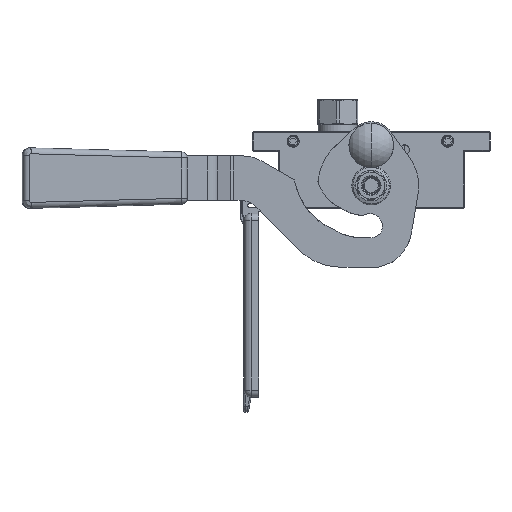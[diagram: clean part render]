
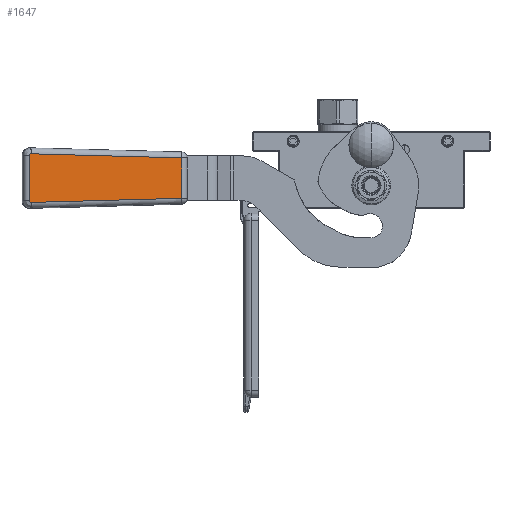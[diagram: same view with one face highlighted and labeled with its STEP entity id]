
A CAD part, front view. The second image highlights one B-rep face of the part: STEP entity #1647.
In plain terms, the highlighted face is planar.
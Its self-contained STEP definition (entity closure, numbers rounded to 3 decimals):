
#1647 = ADVANCED_FACE ( 'NONE', ( #57328 ), #70863, .F. ) ;
#1999 = CARTESIAN_POINT ( 'NONE',  ( -16.209, 15.939, -4.509 ) ) ;
#4263 = VERTEX_POINT ( 'NONE', #76700 ) ;
#5689 = CARTESIAN_POINT ( 'NONE',  ( 16.084, 15.941, -4.352 ) ) ;
#11779 = ORIENTED_EDGE ( 'NONE', *, *, #66784, .F. ) ;
#12569 = LINE ( 'NONE', #50806, #55671 ) ;
#12661 = CARTESIAN_POINT ( 'NONE',  ( -13.607, 14.553, -107.054 ) ) ;
#14147 = CARTESIAN_POINT ( 'NONE',  ( 16.209, 15.939, -4.509 ) ) ;
#16276 = VERTEX_POINT ( 'NONE', #83672 ) ;
#17041 = ORIENTED_EDGE ( 'NONE', *, *, #96261, .F. ) ;
#18724 = DIRECTION ( 'NONE',  ( 0.027, 0.014, 1. ) ) ;
#20783 = DIRECTION ( 'NONE',  ( 0., -0.014, -1. ) ) ;
#21636 = CARTESIAN_POINT ( 'NONE',  ( 15.754, 15.944, -4.127 ) ) ;
#23230 = CARTESIAN_POINT ( 'NONE',  ( -13.607, 14.553, -107.054 ) ) ;
#24085 = CARTESIAN_POINT ( 'NONE',  ( -16.301, 15.937, -4.688 ) ) ;
#24449 = VECTOR ( 'NONE', #87630, 1000. ) ;
#25990 = DIRECTION ( 'NONE',  ( 0., -1., 0.014 ) ) ;
#26563 = EDGE_CURVE ( 'NONE', #16276, #36523, #86164, .T. ) ;
#29094 = CARTESIAN_POINT ( 'NONE',  ( 15.363, 15.945, -4.054 ) ) ;
#31912 = CARTESIAN_POINT ( 'NONE',  ( -15.931, 15.943, -4.223 ) ) ;
#35883 = DIRECTION ( 'NONE',  ( 0.027, -0.014, -1. ) ) ;
#36064 = CARTESIAN_POINT ( 'NONE',  ( 16.363, 15.931, -5.081 ) ) ;
#36523 = VERTEX_POINT ( 'NONE', #38143 ) ;
#38143 = CARTESIAN_POINT ( 'NONE',  ( -15.363, 15.945, -4.054 ) ) ;
#39399 = CARTESIAN_POINT ( 'NONE',  ( -15.43, 15.945, -4.054 ) ) ;
#40055 = CARTESIAN_POINT ( 'NONE',  ( -15.363, 15.945, -4.054 ) ) ;
#42138 = ORIENTED_EDGE ( 'NONE', *, *, #54732, .F. ) ;
#44945 = LINE ( 'NONE', #86333, #76364 ) ;
#45426 = EDGE_CURVE ( 'NONE', #36523, #60469, #94899, .T. ) ;
#46255 = CARTESIAN_POINT ( 'NONE',  ( -15.754, 15.944, -4.127 ) ) ;
#47175 = VECTOR ( 'NONE', #50697, 1000. ) ;
#50270 = CARTESIAN_POINT ( 'NONE',  ( 16.355, 15.934, -4.882 ) ) ;
#50396 = VERTEX_POINT ( 'NONE', #23230 ) ;
#50697 = DIRECTION ( 'NONE',  ( 1., 0., 0. ) ) ;
#50806 = CARTESIAN_POINT ( 'NONE',  ( -16.363, 15.931, -5.081 ) ) ;
#52885 = ORIENTED_EDGE ( 'NONE', *, *, #45426, .F. ) ;
#53384 = CARTESIAN_POINT ( 'NONE',  ( -16.364, 15.932, -5.014 ) ) ;
#53714 = EDGE_CURVE ( 'NONE', #4263, #70905, #44945, .T. ) ;
#54732 = EDGE_CURVE ( 'NONE', #50396, #4263, #55269, .T. ) ;
#55269 = LINE ( 'NONE', #12661, #47175 ) ;
#55671 = VECTOR ( 'NONE', #35883, 1000. ) ;
#56537 = CARTESIAN_POINT ( 'NONE',  ( -16.363, 15.931, -5.081 ) ) ;
#57328 = FACE_OUTER_BOUND ( 'NONE', #95228, .T. ) ;
#57774 = CARTESIAN_POINT ( 'NONE',  ( 15.562, 15.945, -4.067 ) ) ;
#58726 = CARTESIAN_POINT ( 'NONE',  ( 16.301, 15.937, -4.688 ) ) ;
#60469 = VERTEX_POINT ( 'NONE', #56537 ) ;
#65247 = CARTESIAN_POINT ( 'NONE',  ( 15.931, 15.943, -4.223 ) ) ;
#66784 = EDGE_CURVE ( 'NONE', #70905, #16276, #77930, .T. ) ;
#70538 = CARTESIAN_POINT ( 'NONE',  ( 50., 16., 0. ) ) ;
#70863 = PLANE ( 'NONE',  #89646 ) ;
#70905 = VERTEX_POINT ( 'NONE', #36064 ) ;
#71181 = ORIENTED_EDGE ( 'NONE', *, *, #53714, .F. ) ;
#73675 = CARTESIAN_POINT ( 'NONE',  ( 15.43, 15.945, -4.054 ) ) ;
#75843 = CARTESIAN_POINT ( 'NONE',  ( -16.355, 15.934, -4.882 ) ) ;
#76364 = VECTOR ( 'NONE', #18724, 1000. ) ;
#76700 = CARTESIAN_POINT ( 'NONE',  ( 13.607, 14.553, -107.054 ) ) ;
#77930 = B_SPLINE_CURVE_WITH_KNOTS ( 'NONE', 3,
 ( #87336, #80834, #50270, #58726, #14147, #5689, #65247, #21636, #57774, #73675, #29094 ),
 .UNSPECIFIED., .F., .F.,
 ( 4, 1, 1, 1, 1, 1, 1, 1, 4 ),
 ( 0., 0.125, 0.25, 0.375, 0.5, 0.625, 0.75, 0.875, 1. ),
 .UNSPECIFIED. ) ;
#80834 = CARTESIAN_POINT ( 'NONE',  ( 16.364, 15.932, -5.014 ) ) ;
#81129 = CARTESIAN_POINT ( 'NONE',  ( 15.363, 15.945, -4.054 ) ) ;
#83672 = CARTESIAN_POINT ( 'NONE',  ( 15.363, 15.945, -4.054 ) ) ;
#84114 = ORIENTED_EDGE ( 'NONE', *, *, #26563, .F. ) ;
#86164 = LINE ( 'NONE', #81129, #24449 ) ;
#86333 = CARTESIAN_POINT ( 'NONE',  ( 13.607, 14.553, -107.054 ) ) ;
#87336 = CARTESIAN_POINT ( 'NONE',  ( 16.363, 15.931, -5.081 ) ) ;
#87630 = DIRECTION ( 'NONE',  ( -1., 0., 0. ) ) ;
#89646 = AXIS2_PLACEMENT_3D ( 'NONE', #70538, #25990, #20783 ) ;
#90755 = CARTESIAN_POINT ( 'NONE',  ( -15.562, 15.945, -4.067 ) ) ;
#91401 = CARTESIAN_POINT ( 'NONE',  ( -16.363, 15.931, -5.081 ) ) ;
#92025 = CARTESIAN_POINT ( 'NONE',  ( -16.084, 15.941, -4.352 ) ) ;
#94899 = B_SPLINE_CURVE_WITH_KNOTS ( 'NONE', 3,
 ( #40055, #39399, #90755, #46255, #31912, #92025, #1999, #24085, #75843, #53384, #91401 ),
 .UNSPECIFIED., .F., .F.,
 ( 4, 1, 1, 1, 1, 1, 1, 1, 4 ),
 ( 0., 0.125, 0.25, 0.375, 0.5, 0.625, 0.75, 0.875, 1. ),
 .UNSPECIFIED. ) ;
#95228 = EDGE_LOOP ( 'NONE', ( #42138, #17041, #52885, #84114, #11779, #71181 ) ) ;
#96261 = EDGE_CURVE ( 'NONE', #60469, #50396, #12569, .T. ) ;
